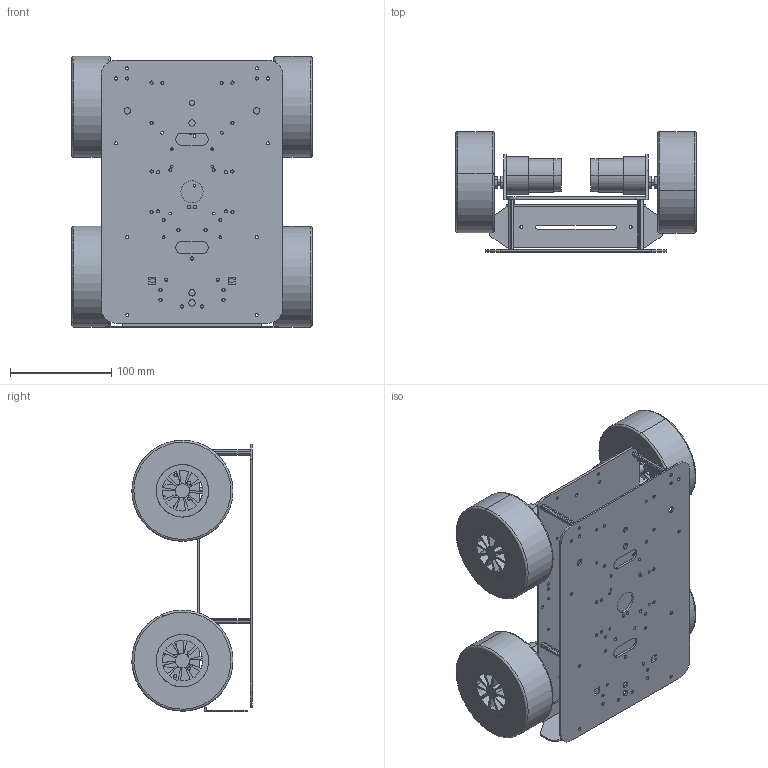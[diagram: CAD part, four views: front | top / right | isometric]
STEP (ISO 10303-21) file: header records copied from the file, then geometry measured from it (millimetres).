
FILE_DESCRIPTION (( 'STEP AP214' ), '1' );
FILE_NAME ('R20-FWD×°ÅäÌåV1.STEP', '2023-04-11T12:52:37', ( '' ), ( '' ), 'SwSTEP 2.0', 'SolidWorks 2022', '' );
FILE_SCHEMA (( 'AUTOMOTIVE_DESIGN' ));
Length unit declared in the file: millimetre
Products named in the file (13): 六角联轴器; A-MEC底盘底部A-V1.1.1; D-MEC前部装饰件-V1.1; 100胶轮; B-MEC底盘中部-V1.1.1; M3x5铜柱镀锌双通; M3x50铜柱镀锌双通; 右轮装配体; 37电机; 轮毂; R20-FWD装配体V1; 左轮装配体; 轮胎
Assembly tree (21 placements, depth 4):
  R20-FWD装配体V1
    A-MEC底盘底部A-V1.1.1
    B-MEC底盘中部-V1.1.1
    M3x50铜柱镀锌双通  x4
    D-MEC前部装饰件-V1.1
    M3x5铜柱镀锌双通  x2
    左轮装配体
      37电机
      六角联轴器
      100胶轮
        轮毂
        轮胎
    右轮装配体  x3
      37电机
      六角联轴器
      100胶轮
        轮毂
        轮胎
Bounding box: 237.8 x 119 x 268.5 mm (x, y, z)
Volume: 1423702.7 mm3; surface area: 445849.5 mm2
Topology: 25 solids, 25 shells, 960 faces, 2590 edges, 1688 vertices
Faces by surface type: cylinder 572, plane 364, torus 24
Entity records: 19943 total; most frequent: DIRECTION 3556, CARTESIAN_POINT 3323, ORIENTED_EDGE 3170, EDGE_CURVE 1585, AXIS2_PLACEMENT_3D 1392, VERTEX_POINT 1045, EDGE_LOOP 898, CIRCLE 805
